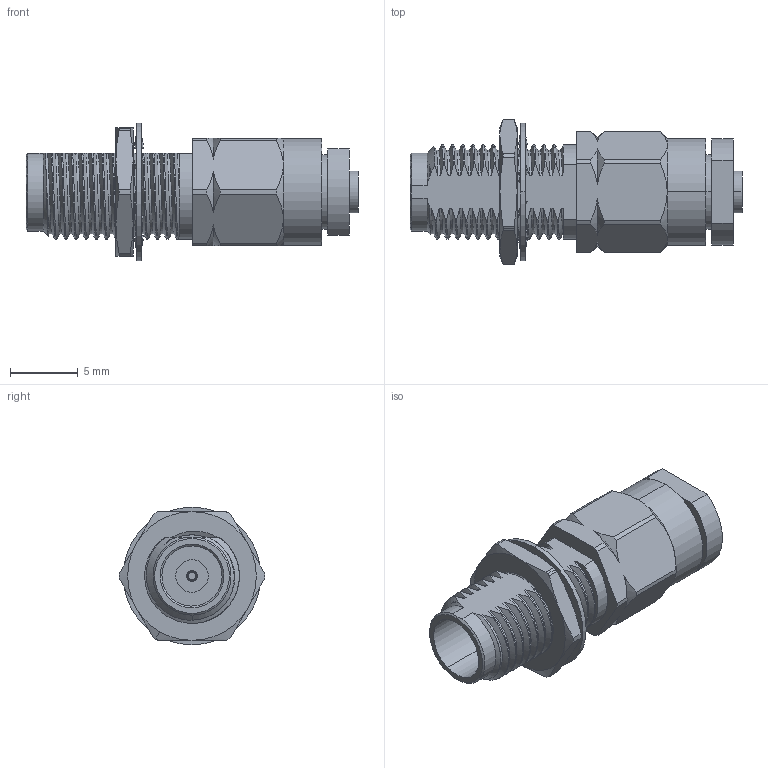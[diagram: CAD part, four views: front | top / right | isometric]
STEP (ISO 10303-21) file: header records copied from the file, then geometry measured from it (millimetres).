
FILE_DESCRIPTION (( 'STEP AP214' ), '1' );
FILE_NAME ('SC5860_3D.step', '2024-07-17T15:05:32', ( '' ), ( '' ), 'SwSTEP 2.0', 'SolidWorks 2022', '' );
FILE_SCHEMA (( 'AUTOMOTIVE_DESIGN' ));
Length unit declared in the file: inch
Products named in the file (1): SC5860_3D
Bounding box: 24.51 x 10.75 x 10.16 mm (x, y, z)
Volume: 958.3 mm3; surface area: 1202 mm2
Topology: 3 solids, 4 shells, 271 faces, 785 edges, 530 vertices
Faces by surface type: cylinder 95, bspline 86, plane 49, cone 41
Entity records: 32195 total; most frequent: CARTESIAN_POINT 25965, ORIENTED_EDGE 1570, DIRECTION 955, EDGE_CURVE 785, VERTEX_POINT 530, AXIS2_PLACEMENT_3D 370, EDGE_LOOP 283, FACE_OUTER_BOUND 271
